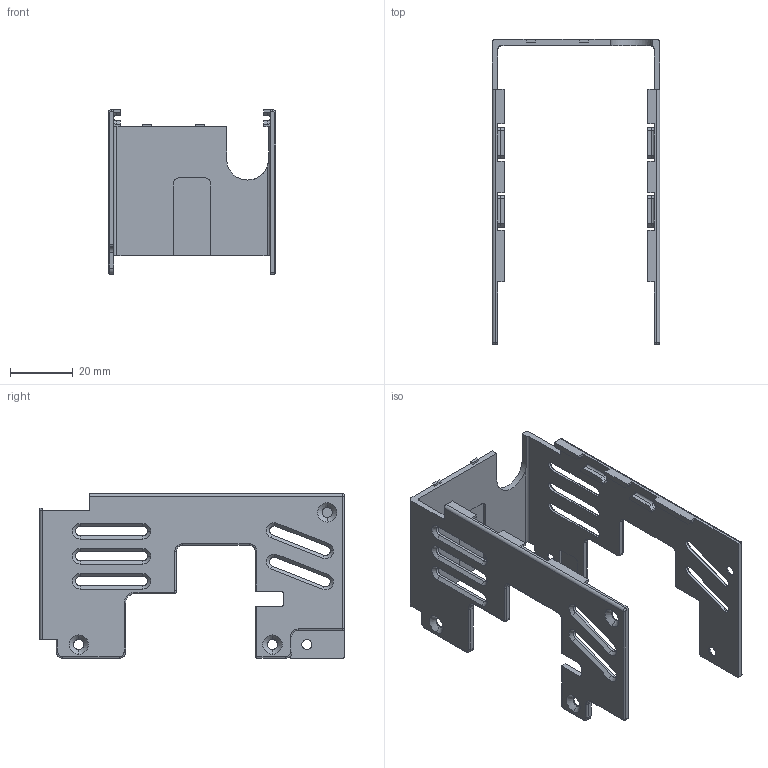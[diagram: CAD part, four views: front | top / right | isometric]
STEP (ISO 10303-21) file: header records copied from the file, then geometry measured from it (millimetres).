
FILE_DESCRIPTION (( 'STEP AP203' ), '1' );
FILE_NAME ('q2驗芛綴裔.STEP', '2025-09-16T08:18:31', ( '' ), ( '' ), 'SwSTEP 2.0', 'SolidWorks 2024', '' );
FILE_SCHEMA (( 'CONFIG_CONTROL_DESIGN' ));
Length unit declared in the file: millimetre
Products named in the file (1): q2喷头后盖
Bounding box: 53.6 x 97.5 x 52.67 mm (x, y, z)
Volume: 14856.5 mm3; surface area: 18989.7 mm2
Topology: 1 solids, 1 shells, 353 faces, 923 edges, 571 vertices
Faces by surface type: plane 165, cylinder 106, cone 60, bspline 19, sphere 2, torus 1
Entity records: 11378 total; most frequent: CARTESIAN_POINT 2555, ORIENTED_EDGE 1836, DIRECTION 1833, EDGE_CURVE 918, AXIS2_PLACEMENT_3D 616, VECTOR 601, LINE 601, VERTEX_POINT 571
